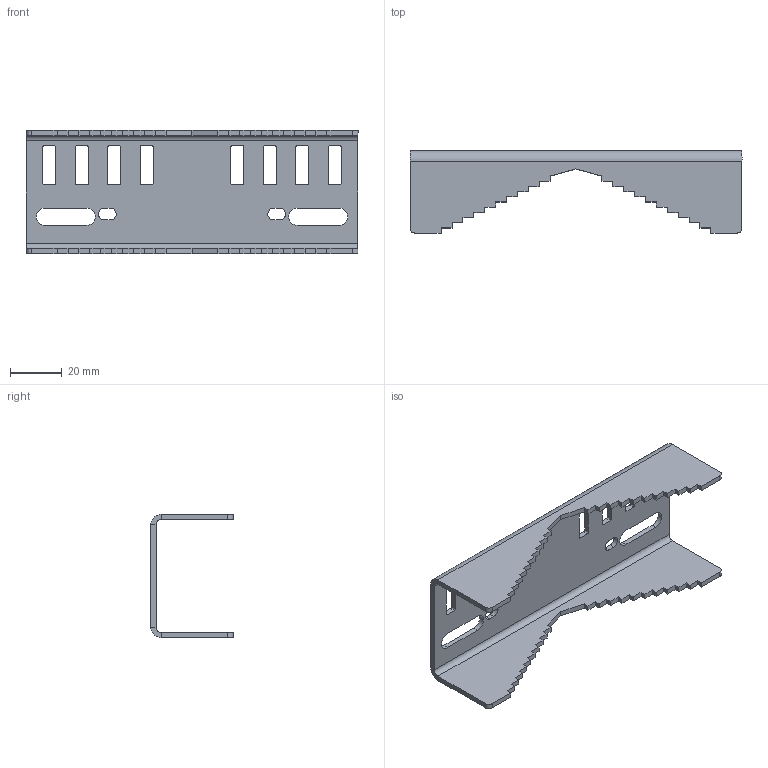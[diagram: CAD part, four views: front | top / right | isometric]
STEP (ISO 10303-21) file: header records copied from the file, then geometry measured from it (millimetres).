
FILE_DESCRIPTION(/* description */ (''),/* implementation_level */ '2;1');
FILE_NAME(/* name */ '0313000029 - Mastbefestigung MEDIUM.stp',/* time_stamp */ '2020-04-23T16:47:23+02:00',/* author */ ('alexander.rose'),/* organization */ (''),/* preprocessor_version */ 'ST-DEVELOPER v17.2',/* originating_system */ 'Autodesk Inventor 2019',/* authorisation */ '');
FILE_SCHEMA (('AUTOMOTIVE_DESIGN { 1 0 10303 214 3 1 1 }'));
Length unit declared in the file: millimetre
Products named in the file (1): 0313000029 - Mastbefestigung MEDIUM
Bounding box: 128 x 31.74 x 47.48 mm (x, y, z)
Volume: 19283.1 mm3; surface area: 21298.4 mm2
Topology: 1 solids, 1 shells, 196 faces, 566 edges, 372 vertices
Faces by surface type: plane 148, cylinder 48
Entity records: 6467 total; most frequent: CARTESIAN_POINT 1135, ORIENTED_EDGE 1132, DIRECTION 1056, EDGE_CURVE 566, LINE 470, VECTOR 470, VERTEX_POINT 372, AXIS2_PLACEMENT_3D 293
